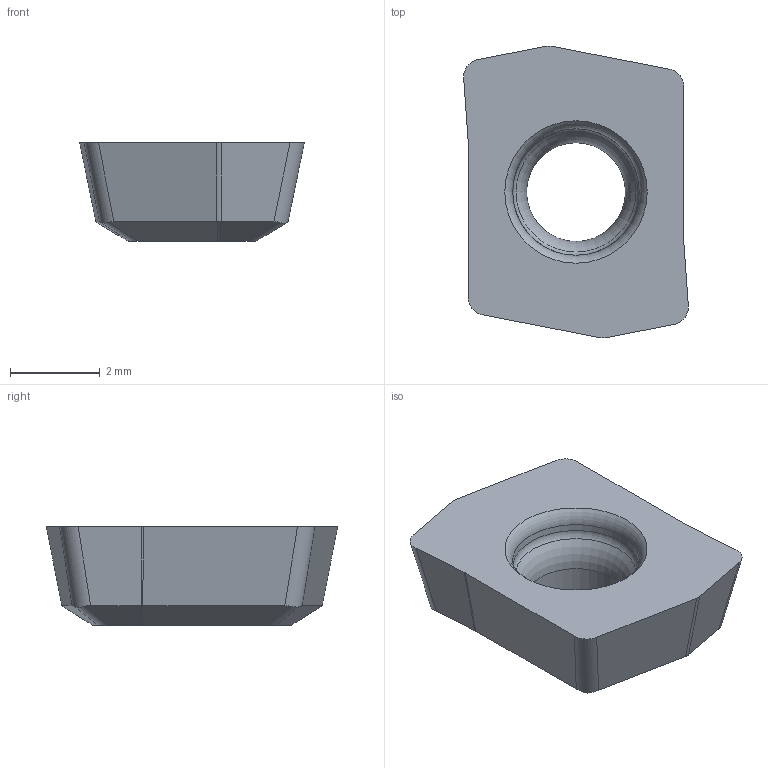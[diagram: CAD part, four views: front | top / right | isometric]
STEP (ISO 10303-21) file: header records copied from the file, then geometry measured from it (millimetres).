
FILE_DESCRIPTION(/* description */ (''),/* implementation_level */ '2;1');
FILE_NAME(/* name */ 'aaa336624_b.stp',/* time_stamp */ '2020-06-10T15:50:00+02:00',/* author */ (''),/* organization */ ('SMS'),/* preprocessor_version */ 'ST-DEVELOPER v16.7',/* originating_system */ 'SIEMENS PLM Software NX 12.0',/* authorisation */ '');
FILE_SCHEMA (('AUTOMOTIVE_DESIGN { 1 0 10303 214 3 1 1 1 }'));
Length unit declared in the file: millimetre
Products named in the file (1): AAA336624_B
Bounding box: 5 x 6.5 x 2.2 mm (x, y, z)
Volume: 41.6 mm3; surface area: 94.3 mm2
Topology: 1 solids, 1 shells, 39 faces, 105 edges, 70 vertices
Faces by surface type: plane 18, cylinder 15, torus 3, bspline 2, cone 1
Full cylindrical faces by diameter (mm): 2.2 x1
Entity records: 1340 total; most frequent: CARTESIAN_POINT 318, DIRECTION 208, ORIENTED_EDGE 196, EDGE_CURVE 98, AXIS2_PLACEMENT_3D 78, VERTEX_POINT 66, LINE 52, VECTOR 52
